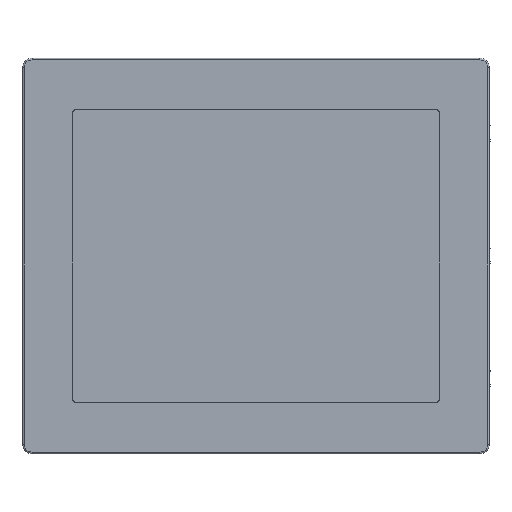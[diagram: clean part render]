
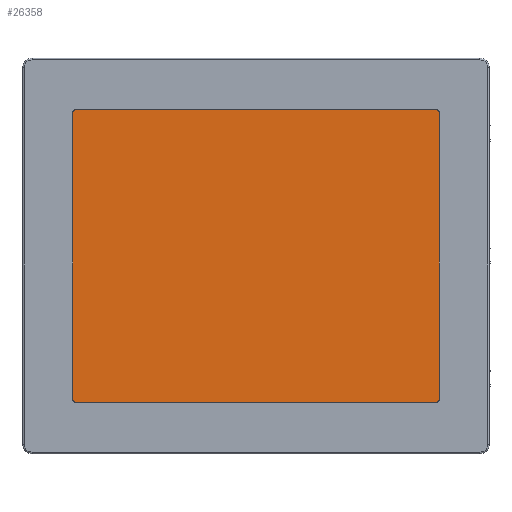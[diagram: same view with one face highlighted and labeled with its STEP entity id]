
A CAD part, top view. The second image highlights one B-rep face of the part: STEP entity #26358.
In plain terms, the highlighted planar face has unit normal (0, 0, 1).
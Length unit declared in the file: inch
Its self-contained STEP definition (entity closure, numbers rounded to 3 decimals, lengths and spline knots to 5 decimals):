
#694 = CARTESIAN_POINT ( 'NONE',  ( 6.59375, -5.375, 0.141 ) ) ;
#3100 = EDGE_CURVE ( 'NONE', #7688, #13416, #29214, .T. ) ;
#3424 = LINE ( 'NONE', #20106, #25831 ) ;
#3509 = VERTEX_POINT ( 'NONE', #28660 ) ;
#4088 = VECTOR ( 'NONE', #10876, 39.37008 ) ;
#4900 = LINE ( 'NONE', #17409, #18485 ) ;
#7688 = VERTEX_POINT ( 'NONE', #17513 ) ;
#7722 = ORIENTED_EDGE ( 'NONE', *, *, #13556, .T. ) ;
#8258 = CARTESIAN_POINT ( 'NONE',  ( 6.59375, 5.375, 0.141 ) ) ;
#8529 = DIRECTION ( 'NONE',  ( 1., 0., 0. ) ) ;
#9345 = FACE_OUTER_BOUND ( 'NONE', #14507, .T. ) ;
#9471 = AXIS2_PLACEMENT_3D ( 'NONE', #24724, #24944, #8529 ) ;
#9554 = DIRECTION ( 'NONE',  ( 0., 1., 0. ) ) ;
#9777 = CARTESIAN_POINT ( 'NONE',  ( 6.59375, 5.25, 0.141 ) ) ;
#10685 = ORIENTED_EDGE ( 'NONE', *, *, #3100, .T. ) ;
#10876 = DIRECTION ( 'NONE',  ( 0., -1., 0. ) ) ;
#11172 = DIRECTION ( 'NONE',  ( 1., 0., 0. ) ) ;
#11703 = VERTEX_POINT ( 'NONE', #13922 ) ;
#12494 = DIRECTION ( 'NONE',  ( 1., 0., 0. ) ) ;
#13399 = LINE ( 'NONE', #29855, #4088 ) ;
#13416 = VERTEX_POINT ( 'NONE', #33206 ) ;
#13556 = EDGE_CURVE ( 'NONE', #11703, #16479, #30681, .T. ) ;
#13922 = CARTESIAN_POINT ( 'NONE',  ( -6.59375, -5.375, 0.141 ) ) ;
#14075 = CIRCLE ( 'NONE', #33368, 0.125 ) ;
#14507 = EDGE_LOOP ( 'NONE', ( #21923, #22588, #7722, #25968, #18270, #16744, #16945, #10685 ) ) ;
#15163 = AXIS2_PLACEMENT_3D ( 'NONE', #22700, #25285, #33178 ) ;
#16479 = VERTEX_POINT ( 'NONE', #694 ) ;
#16621 = CARTESIAN_POINT ( 'NONE',  ( -6.59375, -5.25, 0.141 ) ) ;
#16744 = ORIENTED_EDGE ( 'NONE', *, *, #32706, .T. ) ;
#16945 = ORIENTED_EDGE ( 'NONE', *, *, #26505, .T. ) ;
#17101 = CIRCLE ( 'NONE', #27493, 0.125 ) ;
#17409 = CARTESIAN_POINT ( 'NONE',  ( 6.71875, -5.375, 0.141 ) ) ;
#17513 = CARTESIAN_POINT ( 'NONE',  ( -6.59375, 5.375, 0.141 ) ) ;
#17621 = CARTESIAN_POINT ( 'NONE',  ( 6.71875, 5.25, 0.141 ) ) ;
#18270 = ORIENTED_EDGE ( 'NONE', *, *, #21381, .T. ) ;
#18485 = VECTOR ( 'NONE', #9554, 39.37008 ) ;
#20106 = CARTESIAN_POINT ( 'NONE',  ( 6.71875, 5.375, 0.141 ) ) ;
#21163 = EDGE_CURVE ( 'NONE', #13416, #27351, #13399, .T. ) ;
#21381 = EDGE_CURVE ( 'NONE', #3509, #32482, #4900, .T. ) ;
#21923 = ORIENTED_EDGE ( 'NONE', *, *, #21163, .T. ) ;
#21928 = CARTESIAN_POINT ( 'NONE',  ( -6.71875, -5.25, 0.141 ) ) ;
#21992 = PLANE ( 'NONE',  #26117 ) ;
#22588 = ORIENTED_EDGE ( 'NONE', *, *, #25927, .T. ) ;
#22700 = CARTESIAN_POINT ( 'NONE',  ( 6.59375, -5.25, 0.141 ) ) ;
#23533 = VECTOR ( 'NONE', #25649, 39.37008 ) ;
#24724 = CARTESIAN_POINT ( 'NONE',  ( -6.59375, 5.25, 0.141 ) ) ;
#24944 = DIRECTION ( 'NONE',  ( 0., 0., 1. ) ) ;
#25285 = DIRECTION ( 'NONE',  ( 0., 0., 1. ) ) ;
#25649 = DIRECTION ( 'NONE',  ( 1., 0., 0. ) ) ;
#25831 = VECTOR ( 'NONE', #27959, 39.37008 ) ;
#25927 = EDGE_CURVE ( 'NONE', #27351, #11703, #14075, .T. ) ;
#25968 = ORIENTED_EDGE ( 'NONE', *, *, #33571, .T. ) ;
#26117 = AXIS2_PLACEMENT_3D ( 'NONE', #27606, #33059, #32820 ) ;
#26358 = ADVANCED_FACE ( 'NONE', ( #9345 ), #21992, .T. ) ;
#26505 = EDGE_CURVE ( 'NONE', #31632, #7688, #3424, .T. ) ;
#27351 = VERTEX_POINT ( 'NONE', #21928 ) ;
#27493 = AXIS2_PLACEMENT_3D ( 'NONE', #9777, #28630, #12494 ) ;
#27525 = DIRECTION ( 'NONE',  ( 0., 0., 1. ) ) ;
#27606 = CARTESIAN_POINT ( 'NONE',  ( 0., 0., 0.141 ) ) ;
#27959 = DIRECTION ( 'NONE',  ( -1., 0., 0. ) ) ;
#28630 = DIRECTION ( 'NONE',  ( 0., 0., 1. ) ) ;
#28660 = CARTESIAN_POINT ( 'NONE',  ( 6.71875, -5.25, 0.141 ) ) ;
#29214 = CIRCLE ( 'NONE', #9471, 0.125 ) ;
#29473 = CIRCLE ( 'NONE', #15163, 0.125 ) ;
#29855 = CARTESIAN_POINT ( 'NONE',  ( -6.71875, -5.375, 0.141 ) ) ;
#30681 = LINE ( 'NONE', #33564, #23533 ) ;
#31632 = VERTEX_POINT ( 'NONE', #8258 ) ;
#32482 = VERTEX_POINT ( 'NONE', #17621 ) ;
#32706 = EDGE_CURVE ( 'NONE', #32482, #31632, #17101, .T. ) ;
#32820 = DIRECTION ( 'NONE',  ( 1., 0., 0. ) ) ;
#33059 = DIRECTION ( 'NONE',  ( 0., 0., 1. ) ) ;
#33178 = DIRECTION ( 'NONE',  ( 1., 0., 0. ) ) ;
#33206 = CARTESIAN_POINT ( 'NONE',  ( -6.71875, 5.25, 0.141 ) ) ;
#33368 = AXIS2_PLACEMENT_3D ( 'NONE', #16621, #27525, #11172 ) ;
#33564 = CARTESIAN_POINT ( 'NONE',  ( 6.71875, -5.375, 0.141 ) ) ;
#33571 = EDGE_CURVE ( 'NONE', #16479, #3509, #29473, .T. ) ;
